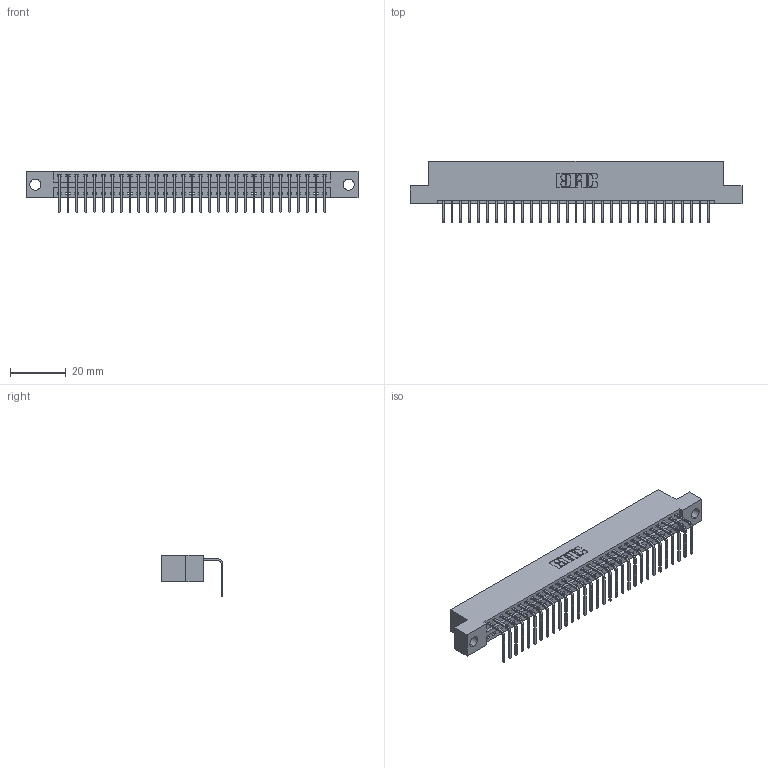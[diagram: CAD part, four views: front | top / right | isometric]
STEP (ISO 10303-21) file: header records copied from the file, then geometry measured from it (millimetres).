
FILE_DESCRIPTION (( 'STEP AP203' ), '1' );
FILE_NAME ('396-031-558-104.STEP', '2019-11-01T06:58:58', ( '' ), ( '' ), 'SwSTEP 2.0', 'SolidWorks 2016', '' );
FILE_SCHEMA (( 'CONFIG_CONTROL_DESIGN' ));
Length unit declared in the file: inch
Products named in the file (3): 346 Part_Flush Mounting Lugs - 0.156 Dia-TH; 345-292-001_558 Tail - 2; 396-031-558-104
Assembly tree (32 placements, depth 2):
  396-031-558-104
    346 Part_Flush Mounting Lugs - 0.156 Dia-TH
    345-292-001_558 Tail - 2  x31
Bounding box: 119 x 22.16 x 14.73 mm (x, y, z)
Volume: 11330.5 mm3; surface area: 14464.1 mm2
Topology: 32 solids, 32 shells, 1982 faces, 5971 edges, 3938 vertices
Faces by surface type: plane 1378, cylinder 604
Entity records: 20807 total; most frequent: CARTESIAN_POINT 3577, ORIENTED_EDGE 3542, DIRECTION 3169, EDGE_CURVE 1771, LINE 1515, VECTOR 1515, VERTEX_POINT 1178, AXIS2_PLACEMENT_3D 827
